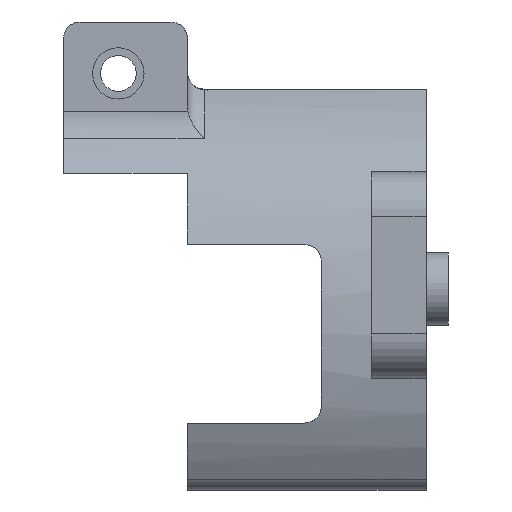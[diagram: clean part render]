
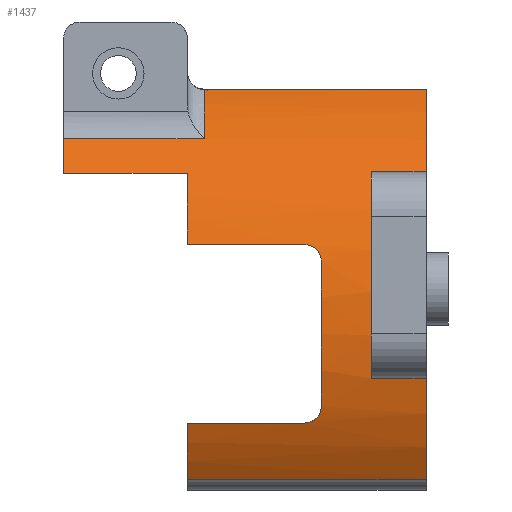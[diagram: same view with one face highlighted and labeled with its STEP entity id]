
A CAD part, left-side view. The second image highlights one B-rep face of the part: STEP entity #1437.
In plain terms, the highlighted cylindrical face has radius 24.8 mm (diameter 49.6 mm), a partial arc.
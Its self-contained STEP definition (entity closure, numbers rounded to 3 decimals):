
#32=B_SPLINE_CURVE_WITH_KNOTS('',8,(#2285,#2286,#2287,#2288,#2289,#2290,
#2291,#2292,#2293,#2294,#2295,#2296,#2297,#2298,#2299,#2300),
 .UNSPECIFIED.,.F.,.F.,(9,7,9),(0.,0.473,1.),.UNSPECIFIED.);
#33=B_SPLINE_CURVE_WITH_KNOTS('',8,(#2304,#2305,#2306,#2307,#2308,#2309,
#2310,#2311,#2312,#2313,#2314,#2315,#2316,#2317,#2318,#2319),
 .UNSPECIFIED.,.F.,.F.,(9,7,9),(0.,0.466,1.),.UNSPECIFIED.);
#34=B_SPLINE_CURVE_WITH_KNOTS('',3,(#2331,#2332,#2333,#2334,#2335,#2336),
 .UNSPECIFIED.,.F.,.F.,(4,2,4),(0.409,0.426,0.445),
 .UNSPECIFIED.);
#106=FACE_OUTER_BOUND('',#185,.T.);
#185=EDGE_LOOP('',(#1018,#1019,#1020,#1021,#1022,#1023,#1024,#1025,#1026,
#1027,#1028,#1029,#1030,#1031,#1032,#1033,#1034,#1035,#1036,#1037));
#270=LINE('',#2196,#391);
#280=LINE('',#2258,#401);
#282=LINE('',#2279,#403);
#283=LINE('',#2283,#404);
#284=LINE('',#2321,#405);
#285=LINE('',#2324,#406);
#286=LINE('',#2326,#407);
#287=LINE('',#2329,#408);
#288=LINE('',#2337,#409);
#391=VECTOR('',#1741,10.);
#401=VECTOR('',#1767,10.);
#403=VECTOR('',#1779,10.);
#404=VECTOR('',#1782,1.);
#405=VECTOR('',#1785,1.);
#406=VECTOR('',#1788,1.);
#407=VECTOR('',#1789,1.);
#408=VECTOR('',#1792,10.);
#409=VECTOR('',#1793,10.);
#507=CIRCLE('',#1526,24.8);
#513=CIRCLE('',#1532,24.8);
#523=CIRCLE('',#1551,24.8);
#525=CIRCLE('',#1554,24.8);
#526=CIRCLE('',#1555,24.8);
#527=CIRCLE('',#1556,24.8);
#528=CIRCLE('',#1557,24.8);
#529=CIRCLE('',#1558,24.8);
#587=VERTEX_POINT('',#2137);
#588=VERTEX_POINT('',#2139);
#597=VERTEX_POINT('',#2157);
#598=VERTEX_POINT('',#2159);
#606=VERTEX_POINT('',#2180);
#609=VERTEX_POINT('',#2194);
#625=VERTEX_POINT('',#2256);
#626=VERTEX_POINT('',#2261);
#628=VERTEX_POINT('',#2276);
#629=VERTEX_POINT('',#2278);
#630=VERTEX_POINT('',#2280);
#631=VERTEX_POINT('',#2282);
#632=VERTEX_POINT('',#2284);
#633=VERTEX_POINT('',#2301);
#634=VERTEX_POINT('',#2303);
#635=VERTEX_POINT('',#2320);
#636=VERTEX_POINT('',#2322);
#637=VERTEX_POINT('',#2325);
#638=VERTEX_POINT('',#2327);
#639=VERTEX_POINT('',#2330);
#737=EDGE_CURVE('',#587,#588,#507,.F.);
#747=EDGE_CURVE('',#597,#598,#513,.T.);
#760=EDGE_CURVE('',#609,#606,#270,.T.);
#778=EDGE_CURVE('',#625,#597,#280,.T.);
#780=EDGE_CURVE('',#606,#626,#523,.T.);
#783=EDGE_CURVE('',#628,#609,#525,.T.);
#784=EDGE_CURVE('',#628,#629,#282,.T.);
#785=EDGE_CURVE('',#630,#629,#526,.T.);
#786=EDGE_CURVE('',#631,#630,#283,.T.);
#787=EDGE_CURVE('',#631,#632,#32,.T.);
#788=EDGE_CURVE('',#633,#632,#527,.T.);
#789=EDGE_CURVE('',#633,#634,#33,.T.);
#790=EDGE_CURVE('',#634,#635,#284,.T.);
#791=EDGE_CURVE('',#636,#635,#528,.T.);
#792=EDGE_CURVE('',#588,#636,#285,.T.);
#793=EDGE_CURVE('',#587,#637,#286,.T.);
#794=EDGE_CURVE('',#637,#638,#529,.T.);
#795=EDGE_CURVE('',#638,#598,#287,.T.);
#796=EDGE_CURVE('',#639,#625,#34,.T.);
#797=EDGE_CURVE('',#639,#626,#288,.T.);
#1018=ORIENTED_EDGE('',*,*,#760,.F.);
#1019=ORIENTED_EDGE('',*,*,#783,.F.);
#1020=ORIENTED_EDGE('',*,*,#784,.T.);
#1021=ORIENTED_EDGE('',*,*,#785,.F.);
#1022=ORIENTED_EDGE('',*,*,#786,.F.);
#1023=ORIENTED_EDGE('',*,*,#787,.T.);
#1024=ORIENTED_EDGE('',*,*,#788,.F.);
#1025=ORIENTED_EDGE('',*,*,#789,.T.);
#1026=ORIENTED_EDGE('',*,*,#790,.T.);
#1027=ORIENTED_EDGE('',*,*,#791,.F.);
#1028=ORIENTED_EDGE('',*,*,#792,.F.);
#1029=ORIENTED_EDGE('',*,*,#737,.F.);
#1030=ORIENTED_EDGE('',*,*,#793,.T.);
#1031=ORIENTED_EDGE('',*,*,#794,.T.);
#1032=ORIENTED_EDGE('',*,*,#795,.T.);
#1033=ORIENTED_EDGE('',*,*,#747,.F.);
#1034=ORIENTED_EDGE('',*,*,#778,.F.);
#1035=ORIENTED_EDGE('',*,*,#796,.F.);
#1036=ORIENTED_EDGE('',*,*,#797,.T.);
#1037=ORIENTED_EDGE('',*,*,#780,.F.);
#1399=CYLINDRICAL_SURFACE('',#1553,24.8);
#1437=ADVANCED_FACE('',(#106),#1399,.T.);
#1526=AXIS2_PLACEMENT_3D('',#2140,#1700,#1701);
#1532=AXIS2_PLACEMENT_3D('',#2160,#1716,#1717);
#1551=AXIS2_PLACEMENT_3D('',#2262,#1771,#1772);
#1553=AXIS2_PLACEMENT_3D('',#2275,#1775,#1776);
#1554=AXIS2_PLACEMENT_3D('',#2277,#1777,#1778);
#1555=AXIS2_PLACEMENT_3D('',#2281,#1780,#1781);
#1556=AXIS2_PLACEMENT_3D('',#2302,#1783,#1784);
#1557=AXIS2_PLACEMENT_3D('',#2323,#1786,#1787);
#1558=AXIS2_PLACEMENT_3D('',#2328,#1790,#1791);
#1700=DIRECTION('center_axis',(0.,1.,0.));
#1701=DIRECTION('ref_axis',(1.,0.,0.));
#1716=DIRECTION('center_axis',(0.,-1.,0.));
#1717=DIRECTION('ref_axis',(-1.,0.,0.));
#1741=DIRECTION('',(0.,-1.,0.));
#1767=DIRECTION('',(0.,-1.,0.));
#1771=DIRECTION('center_axis',(0.,1.,0.));
#1772=DIRECTION('ref_axis',(-0.574,0.,0.819));
#1775=DIRECTION('center_axis',(0.,-1.,0.));
#1776=DIRECTION('ref_axis',(-1.,0.,0.));
#1777=DIRECTION('center_axis',(0.,1.,0.));
#1778=DIRECTION('ref_axis',(-1.,0.,0.));
#1779=DIRECTION('',(0.,-1.,0.));
#1780=DIRECTION('center_axis',(0.,1.,0.));
#1781=DIRECTION('ref_axis',(-1.,0.,0.));
#1782=DIRECTION('',(0.,1.,0.));
#1783=DIRECTION('center_axis',(0.,1.,0.));
#1784=DIRECTION('ref_axis',(1.,0.,0.));
#1785=DIRECTION('',(0.,1.,0.));
#1786=DIRECTION('center_axis',(0.,1.,0.));
#1787=DIRECTION('ref_axis',(-1.,0.,0.));
#1788=DIRECTION('',(0.,1.,0.));
#1789=DIRECTION('',(0.,1.,0.));
#1790=DIRECTION('center_axis',(0.,1.,0.));
#1791=DIRECTION('ref_axis',(1.,0.,0.));
#1792=DIRECTION('',(0.,-1.,0.));
#1793=DIRECTION('',(0.,1.,0.));
#2137=CARTESIAN_POINT('',(-24.475,-26.4,-4.));
#2139=CARTESIAN_POINT('',(-21.087,-26.4,-13.053));
#2140=CARTESIAN_POINT('Origin',(0.,-26.4,0.));
#2157=CARTESIAN_POINT('',(-11.569,-26.4,21.936));
#2159=CARTESIAN_POINT('',(-20.119,-26.4,14.5));
#2160=CARTESIAN_POINT('Origin',(0.,-26.4,0.));
#2180=CARTESIAN_POINT('',(-17.587,-6.5,17.485));
#2194=CARTESIAN_POINT('',(-17.587,6.1,17.485));
#2196=CARTESIAN_POINT('',(-17.587,-8.8,17.485));
#2256=CARTESIAN_POINT('',(-11.569,-7.304,21.936));
#2258=CARTESIAN_POINT('',(-11.569,-8.8,21.936));
#2261=CARTESIAN_POINT('',(-11.675,-6.5,21.88));
#2262=CARTESIAN_POINT('Origin',(0.,-6.5,0.));
#2275=CARTESIAN_POINT('Origin',(0.,-8.8,0.));
#2276=CARTESIAN_POINT('',(-20.191,6.1,14.4));
#2277=CARTESIAN_POINT('Origin',(0.,6.1,0.));
#2278=CARTESIAN_POINT('',(-20.191,-5.,14.4));
#2279=CARTESIAN_POINT('',(-20.191,-3.8,14.4));
#2280=CARTESIAN_POINT('',(-23.474,-5.,8.));
#2281=CARTESIAN_POINT('Origin',(0.,-5.,0.));
#2282=CARTESIAN_POINT('',(-23.474,-15.5,8.));
#2283=CARTESIAN_POINT('',(-23.474,-5.,8.));
#2284=CARTESIAN_POINT('',(-23.933,-17.,6.5));
#2285=CARTESIAN_POINT('Ctrl Pts',(-23.474,-15.5,8.));
#2286=CARTESIAN_POINT('Ctrl Pts',(-23.474,-15.627,8.));
#2287=CARTESIAN_POINT('Ctrl Pts',(-23.478,-15.753,7.988));
#2288=CARTESIAN_POINT('Ctrl Pts',(-23.487,-15.879,7.963));
#2289=CARTESIAN_POINT('Ctrl Pts',(-23.499,-16.002,7.927));
#2290=CARTESIAN_POINT('Ctrl Pts',(-23.516,-16.123,7.878));
#2291=CARTESIAN_POINT('Ctrl Pts',(-23.536,-16.24,7.816));
#2292=CARTESIAN_POINT('Ctrl Pts',(-23.561,-16.352,7.742));
#2293=CARTESIAN_POINT('Ctrl Pts',(-23.62,-16.573,7.559));
#2294=CARTESIAN_POINT('Ctrl Pts',(-23.656,-16.681,7.447));
#2295=CARTESIAN_POINT('Ctrl Pts',(-23.696,-16.779,7.319));
#2296=CARTESIAN_POINT('Ctrl Pts',(-23.741,-16.863,7.175));
#2297=CARTESIAN_POINT('Ctrl Pts',(-23.788,-16.93,7.018));
#2298=CARTESIAN_POINT('Ctrl Pts',(-23.836,-16.976,6.85));
#2299=CARTESIAN_POINT('Ctrl Pts',(-23.885,-17.,6.676));
#2300=CARTESIAN_POINT('Ctrl Pts',(-23.933,-17.,6.5));
#2301=CARTESIAN_POINT('',(-23.933,-17.,-6.5));
#2302=CARTESIAN_POINT('Origin',(0.,-17.,0.));
#2303=CARTESIAN_POINT('',(-23.474,-15.5,-8.));
#2304=CARTESIAN_POINT('Ctrl Pts',(-23.933,-17.,-6.5));
#2305=CARTESIAN_POINT('Ctrl Pts',(-23.891,-17.,-6.655));
#2306=CARTESIAN_POINT('Ctrl Pts',(-23.848,-16.982,-6.81));
#2307=CARTESIAN_POINT('Ctrl Pts',(-23.804,-16.945,-6.96));
#2308=CARTESIAN_POINT('Ctrl Pts',(-23.762,-16.892,-7.102));
#2309=CARTESIAN_POINT('Ctrl Pts',(-23.722,-16.825,-7.234));
#2310=CARTESIAN_POINT('Ctrl Pts',(-23.685,-16.746,-7.355));
#2311=CARTESIAN_POINT('Ctrl Pts',(-23.65,-16.657,-7.464));
#2312=CARTESIAN_POINT('Ctrl Pts',(-23.584,-16.45,-7.671));
#2313=CARTESIAN_POINT('Ctrl Pts',(-23.553,-16.329,-7.766));
#2314=CARTESIAN_POINT('Ctrl Pts',(-23.527,-16.201,-7.844));
#2315=CARTESIAN_POINT('Ctrl Pts',(-23.506,-16.066,-7.907));
#2316=CARTESIAN_POINT('Ctrl Pts',(-23.49,-15.927,-7.953));
#2317=CARTESIAN_POINT('Ctrl Pts',(-23.48,-15.786,-7.984));
#2318=CARTESIAN_POINT('Ctrl Pts',(-23.474,-15.643,-8.));
#2319=CARTESIAN_POINT('Ctrl Pts',(-23.474,-15.5,-8.));
#2320=CARTESIAN_POINT('',(-23.474,-5.,-8.));
#2321=CARTESIAN_POINT('',(-23.474,-5.,-8.));
#2322=CARTESIAN_POINT('',(-21.087,-5.,-13.053));
#2323=CARTESIAN_POINT('Origin',(0.,-5.,0.));
#2324=CARTESIAN_POINT('',(-21.087,-26.5,-13.053));
#2325=CARTESIAN_POINT('',(-24.475,-21.5,-4.));
#2326=CARTESIAN_POINT('',(-24.475,-5.,-4.));
#2327=CARTESIAN_POINT('',(-20.119,-21.5,14.5));
#2328=CARTESIAN_POINT('Origin',(0.,-21.5,0.));
#2329=CARTESIAN_POINT('',(-20.119,-8.8,14.5));
#2330=CARTESIAN_POINT('',(-11.675,-6.974,21.88));
#2331=CARTESIAN_POINT('Ctrl Pts',(-11.675,-6.974,21.88));
#2332=CARTESIAN_POINT('Ctrl Pts',(-11.645,-7.02,21.896));
#2333=CARTESIAN_POINT('Ctrl Pts',(-11.62,-7.068,21.909));
#2334=CARTESIAN_POINT('Ctrl Pts',(-11.581,-7.178,21.93));
#2335=CARTESIAN_POINT('Ctrl Pts',(-11.569,-7.24,21.936));
#2336=CARTESIAN_POINT('Ctrl Pts',(-11.569,-7.304,21.936));
#2337=CARTESIAN_POINT('',(-11.675,-8.8,21.88));
